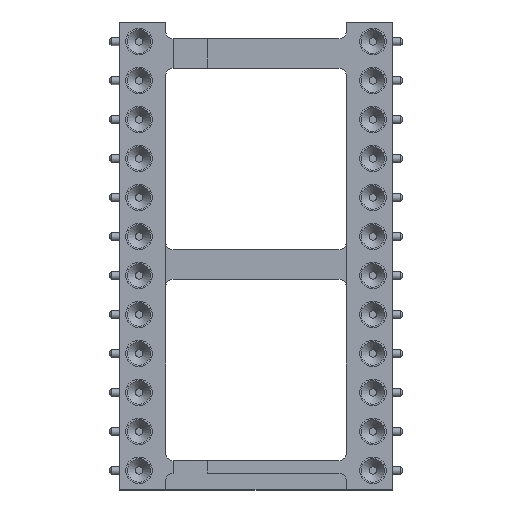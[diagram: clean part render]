
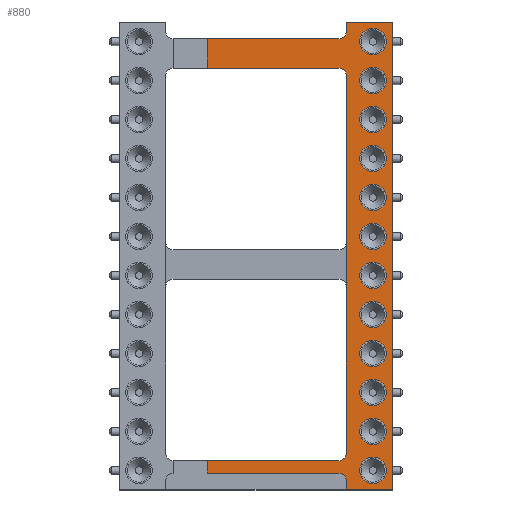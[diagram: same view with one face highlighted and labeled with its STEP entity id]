
A CAD part, top view. The second image highlights one B-rep face of the part: STEP entity #880.
In plain terms, the highlighted planar face has unit normal (0, 0, 1).
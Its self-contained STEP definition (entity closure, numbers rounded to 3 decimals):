
#126 = VERTEX_POINT('',#127);
#127 = CARTESIAN_POINT('',(5.89,-15.24,5.537));
#133 = EDGE_CURVE('',#126,#134,#136,.T.);
#134 = VERTEX_POINT('',#135);
#135 = CARTESIAN_POINT('',(8.89,-15.24,5.537));
#136 = LINE('',#137,#138);
#137 = CARTESIAN_POINT('',(-8.89,-15.24,5.537));
#138 = VECTOR('',#139,1.);
#139 = DIRECTION('',(1.,0.,0.));
#861 = EDGE_CURVE('',#134,#862,#864,.T.);
#862 = VERTEX_POINT('',#863);
#863 = CARTESIAN_POINT('',(8.89,15.24,5.537));
#864 = LINE('',#865,#866);
#865 = CARTESIAN_POINT('',(8.89,-15.24,5.537));
#866 = VECTOR('',#867,1.);
#867 = DIRECTION('',(0.,1.,0.));
#880 = ADVANCED_FACE('',(#881,#999,#1010,#1021,#1032,#1043,#1054,#1065,
#1076,#1087,#1098,#1109,#1120),#1131,.F.);
#881 = FACE_BOUND('',#882,.F.);
#882 = EDGE_LOOP('',(#883,#893,#901,#910,#918,#924,#925,#926,#934,#943,
#951,#959,#967,#976,#984,#993));
#883 = ORIENTED_EDGE('',*,*,#884,.T.);
#884 = EDGE_CURVE('',#885,#887,#889,.T.);
#885 = VERTEX_POINT('',#886);
#886 = CARTESIAN_POINT('',(-3.19,12.24,5.537));
#887 = VERTEX_POINT('',#888);
#888 = CARTESIAN_POINT('',(-3.19,14.14,5.537));
#889 = LINE('',#890,#891);
#890 = CARTESIAN_POINT('',(-3.19,-15.24,5.537));
#891 = VECTOR('',#892,1.);
#892 = DIRECTION('',(0.,1.,0.));
#893 = ORIENTED_EDGE('',*,*,#894,.T.);
#894 = EDGE_CURVE('',#887,#895,#897,.T.);
#895 = VERTEX_POINT('',#896);
#896 = CARTESIAN_POINT('',(5.39,14.14,5.537));
#897 = LINE('',#898,#899);
#898 = CARTESIAN_POINT('',(-5.39,14.14,5.537));
#899 = VECTOR('',#900,1.);
#900 = DIRECTION('',(1.,0.,0.));
#901 = ORIENTED_EDGE('',*,*,#902,.T.);
#902 = EDGE_CURVE('',#895,#903,#905,.T.);
#903 = VERTEX_POINT('',#904);
#904 = CARTESIAN_POINT('',(5.89,14.64,5.537));
#905 = CIRCLE('',#906,0.5);
#906 = AXIS2_PLACEMENT_3D('',#907,#908,#909);
#907 = CARTESIAN_POINT('',(5.39,14.64,5.537));
#908 = DIRECTION('',(0.,0.,1.));
#909 = DIRECTION('',(0.,-1.,0.));
#910 = ORIENTED_EDGE('',*,*,#911,.T.);
#911 = EDGE_CURVE('',#903,#912,#914,.T.);
#912 = VERTEX_POINT('',#913);
#913 = CARTESIAN_POINT('',(5.89,15.24,5.537));
#914 = LINE('',#915,#916);
#915 = CARTESIAN_POINT('',(5.89,14.64,5.537));
#916 = VECTOR('',#917,1.);
#917 = DIRECTION('',(0.,1.,0.));
#918 = ORIENTED_EDGE('',*,*,#919,.F.);
#919 = EDGE_CURVE('',#862,#912,#920,.T.);
#920 = LINE('',#921,#922);
#921 = CARTESIAN_POINT('',(8.89,15.24,5.537));
#922 = VECTOR('',#923,1.);
#923 = DIRECTION('',(-1.,0.,0.));
#924 = ORIENTED_EDGE('',*,*,#861,.F.);
#925 = ORIENTED_EDGE('',*,*,#133,.F.);
#926 = ORIENTED_EDGE('',*,*,#927,.F.);
#927 = EDGE_CURVE('',#928,#126,#930,.T.);
#928 = VERTEX_POINT('',#929);
#929 = CARTESIAN_POINT('',(5.89,-14.64,5.537));
#930 = LINE('',#931,#932);
#931 = CARTESIAN_POINT('',(5.89,-14.64,5.537));
#932 = VECTOR('',#933,1.);
#933 = DIRECTION('',(0.,-1.,0.));
#934 = ORIENTED_EDGE('',*,*,#935,.F.);
#935 = EDGE_CURVE('',#936,#928,#938,.T.);
#936 = VERTEX_POINT('',#937);
#937 = CARTESIAN_POINT('',(5.39,-14.14,5.537));
#938 = CIRCLE('',#939,0.5);
#939 = AXIS2_PLACEMENT_3D('',#940,#941,#942);
#940 = CARTESIAN_POINT('',(5.39,-14.64,5.537));
#941 = DIRECTION('',(0.,0.,-1.));
#942 = DIRECTION('',(0.,1.,0.));
#943 = ORIENTED_EDGE('',*,*,#944,.F.);
#944 = EDGE_CURVE('',#945,#936,#947,.T.);
#945 = VERTEX_POINT('',#946);
#946 = CARTESIAN_POINT('',(-3.19,-14.14,5.537));
#947 = LINE('',#948,#949);
#948 = CARTESIAN_POINT('',(-5.39,-14.14,5.537));
#949 = VECTOR('',#950,1.);
#950 = DIRECTION('',(1.,0.,0.));
#951 = ORIENTED_EDGE('',*,*,#952,.T.);
#952 = EDGE_CURVE('',#945,#953,#955,.T.);
#953 = VERTEX_POINT('',#954);
#954 = CARTESIAN_POINT('',(-3.19,-13.34,5.537));
#955 = LINE('',#956,#957);
#956 = CARTESIAN_POINT('',(-3.19,-15.24,5.537));
#957 = VECTOR('',#958,1.);
#958 = DIRECTION('',(0.,1.,0.));
#959 = ORIENTED_EDGE('',*,*,#960,.T.);
#960 = EDGE_CURVE('',#953,#961,#963,.T.);
#961 = VERTEX_POINT('',#962);
#962 = CARTESIAN_POINT('',(5.39,-13.34,5.537));
#963 = LINE('',#964,#965);
#964 = CARTESIAN_POINT('',(-5.39,-13.34,5.537));
#965 = VECTOR('',#966,1.);
#966 = DIRECTION('',(1.,0.,0.));
#967 = ORIENTED_EDGE('',*,*,#968,.T.);
#968 = EDGE_CURVE('',#961,#969,#971,.T.);
#969 = VERTEX_POINT('',#970);
#970 = CARTESIAN_POINT('',(5.89,-12.84,5.537));
#971 = CIRCLE('',#972,0.5);
#972 = AXIS2_PLACEMENT_3D('',#973,#974,#975);
#973 = CARTESIAN_POINT('',(5.39,-12.84,5.537));
#974 = DIRECTION('',(0.,0.,1.));
#975 = DIRECTION('',(0.,-1.,0.));
#976 = ORIENTED_EDGE('',*,*,#977,.T.);
#977 = EDGE_CURVE('',#969,#978,#980,.T.);
#978 = VERTEX_POINT('',#979);
#979 = CARTESIAN_POINT('',(5.89,11.74,5.537));
#980 = LINE('',#981,#982);
#981 = CARTESIAN_POINT('',(5.89,-12.84,5.537));
#982 = VECTOR('',#983,1.);
#983 = DIRECTION('',(0.,1.,0.));
#984 = ORIENTED_EDGE('',*,*,#985,.T.);
#985 = EDGE_CURVE('',#978,#986,#988,.T.);
#986 = VERTEX_POINT('',#987);
#987 = CARTESIAN_POINT('',(5.39,12.24,5.537));
#988 = CIRCLE('',#989,0.5);
#989 = AXIS2_PLACEMENT_3D('',#990,#991,#992);
#990 = CARTESIAN_POINT('',(5.39,11.74,5.537));
#991 = DIRECTION('',(0.,0.,1.));
#992 = DIRECTION('',(1.,0.,0.));
#993 = ORIENTED_EDGE('',*,*,#994,.T.);
#994 = EDGE_CURVE('',#986,#885,#995,.T.);
#995 = LINE('',#996,#997);
#996 = CARTESIAN_POINT('',(5.39,12.24,5.537));
#997 = VECTOR('',#998,1.);
#998 = DIRECTION('',(-1.,0.,0.));
#999 = FACE_BOUND('',#1000,.F.);
#1000 = EDGE_LOOP('',(#1001));
#1001 = ORIENTED_EDGE('',*,*,#1002,.F.);
#1002 = EDGE_CURVE('',#1003,#1003,#1005,.T.);
#1003 = VERTEX_POINT('',#1004);
#1004 = CARTESIAN_POINT('',(7.62,-4.672,5.537));
#1005 = CIRCLE('',#1006,0.862);
#1006 = AXIS2_PLACEMENT_3D('',#1007,#1008,#1009);
#1007 = CARTESIAN_POINT('',(7.62,-3.81,5.537));
#1008 = DIRECTION('',(0.,0.,-1.));
#1009 = DIRECTION('',(0.,-1.,0.));
#1010 = FACE_BOUND('',#1011,.F.);
#1011 = EDGE_LOOP('',(#1012));
#1012 = ORIENTED_EDGE('',*,*,#1013,.F.);
#1013 = EDGE_CURVE('',#1014,#1014,#1016,.T.);
#1014 = VERTEX_POINT('',#1015);
#1015 = CARTESIAN_POINT('',(7.62,-2.132,5.537));
#1016 = CIRCLE('',#1017,0.862);
#1017 = AXIS2_PLACEMENT_3D('',#1018,#1019,#1020);
#1018 = CARTESIAN_POINT('',(7.62,-1.27,5.537));
#1019 = DIRECTION('',(0.,0.,-1.));
#1020 = DIRECTION('',(0.,-1.,0.));
#1021 = FACE_BOUND('',#1022,.F.);
#1022 = EDGE_LOOP('',(#1023));
#1023 = ORIENTED_EDGE('',*,*,#1024,.F.);
#1024 = EDGE_CURVE('',#1025,#1025,#1027,.T.);
#1025 = VERTEX_POINT('',#1026);
#1026 = CARTESIAN_POINT('',(7.62,5.488,5.537));
#1027 = CIRCLE('',#1028,0.862);
#1028 = AXIS2_PLACEMENT_3D('',#1029,#1030,#1031);
#1029 = CARTESIAN_POINT('',(7.62,6.35,5.537));
#1030 = DIRECTION('',(0.,0.,-1.));
#1031 = DIRECTION('',(0.,-1.,0.));
#1032 = FACE_BOUND('',#1033,.F.);
#1033 = EDGE_LOOP('',(#1034));
#1034 = ORIENTED_EDGE('',*,*,#1035,.F.);
#1035 = EDGE_CURVE('',#1036,#1036,#1038,.T.);
#1036 = VERTEX_POINT('',#1037);
#1037 = CARTESIAN_POINT('',(7.62,2.948,5.537));
#1038 = CIRCLE('',#1039,0.862);
#1039 = AXIS2_PLACEMENT_3D('',#1040,#1041,#1042);
#1040 = CARTESIAN_POINT('',(7.62,3.81,5.537));
#1041 = DIRECTION('',(0.,0.,-1.));
#1042 = DIRECTION('',(0.,-1.,0.));
#1043 = FACE_BOUND('',#1044,.F.);
#1044 = EDGE_LOOP('',(#1045));
#1045 = ORIENTED_EDGE('',*,*,#1046,.F.);
#1046 = EDGE_CURVE('',#1047,#1047,#1049,.T.);
#1047 = VERTEX_POINT('',#1048);
#1048 = CARTESIAN_POINT('',(7.62,0.408,5.537));
#1049 = CIRCLE('',#1050,0.862);
#1050 = AXIS2_PLACEMENT_3D('',#1051,#1052,#1053);
#1051 = CARTESIAN_POINT('',(7.62,1.27,5.537));
#1052 = DIRECTION('',(0.,0.,-1.));
#1053 = DIRECTION('',(0.,-1.,0.));
#1054 = FACE_BOUND('',#1055,.F.);
#1055 = EDGE_LOOP('',(#1056));
#1056 = ORIENTED_EDGE('',*,*,#1057,.F.);
#1057 = EDGE_CURVE('',#1058,#1058,#1060,.T.);
#1058 = VERTEX_POINT('',#1059);
#1059 = CARTESIAN_POINT('',(7.62,8.028,5.537));
#1060 = CIRCLE('',#1061,0.862);
#1061 = AXIS2_PLACEMENT_3D('',#1062,#1063,#1064);
#1062 = CARTESIAN_POINT('',(7.62,8.89,5.537));
#1063 = DIRECTION('',(0.,0.,-1.));
#1064 = DIRECTION('',(0.,-1.,0.));
#1065 = FACE_BOUND('',#1066,.F.);
#1066 = EDGE_LOOP('',(#1067));
#1067 = ORIENTED_EDGE('',*,*,#1068,.F.);
#1068 = EDGE_CURVE('',#1069,#1069,#1071,.T.);
#1069 = VERTEX_POINT('',#1070);
#1070 = CARTESIAN_POINT('',(7.62,10.568,5.537));
#1071 = CIRCLE('',#1072,0.862);
#1072 = AXIS2_PLACEMENT_3D('',#1073,#1074,#1075);
#1073 = CARTESIAN_POINT('',(7.62,11.43,5.537));
#1074 = DIRECTION('',(0.,0.,-1.));
#1075 = DIRECTION('',(0.,-1.,0.));
#1076 = FACE_BOUND('',#1077,.F.);
#1077 = EDGE_LOOP('',(#1078));
#1078 = ORIENTED_EDGE('',*,*,#1079,.F.);
#1079 = EDGE_CURVE('',#1080,#1080,#1082,.T.);
#1080 = VERTEX_POINT('',#1081);
#1081 = CARTESIAN_POINT('',(7.62,13.108,5.537));
#1082 = CIRCLE('',#1083,0.862);
#1083 = AXIS2_PLACEMENT_3D('',#1084,#1085,#1086);
#1084 = CARTESIAN_POINT('',(7.62,13.97,5.537));
#1085 = DIRECTION('',(0.,0.,-1.));
#1086 = DIRECTION('',(0.,-1.,0.));
#1087 = FACE_BOUND('',#1088,.F.);
#1088 = EDGE_LOOP('',(#1089));
#1089 = ORIENTED_EDGE('',*,*,#1090,.F.);
#1090 = EDGE_CURVE('',#1091,#1091,#1093,.T.);
#1091 = VERTEX_POINT('',#1092);
#1092 = CARTESIAN_POINT('',(7.62,-9.752,5.537));
#1093 = CIRCLE('',#1094,0.862);
#1094 = AXIS2_PLACEMENT_3D('',#1095,#1096,#1097);
#1095 = CARTESIAN_POINT('',(7.62,-8.89,5.537));
#1096 = DIRECTION('',(0.,0.,-1.));
#1097 = DIRECTION('',(0.,-1.,0.));
#1098 = FACE_BOUND('',#1099,.F.);
#1099 = EDGE_LOOP('',(#1100));
#1100 = ORIENTED_EDGE('',*,*,#1101,.F.);
#1101 = EDGE_CURVE('',#1102,#1102,#1104,.T.);
#1102 = VERTEX_POINT('',#1103);
#1103 = CARTESIAN_POINT('',(7.62,-7.212,5.537));
#1104 = CIRCLE('',#1105,0.862);
#1105 = AXIS2_PLACEMENT_3D('',#1106,#1107,#1108);
#1106 = CARTESIAN_POINT('',(7.62,-6.35,5.537));
#1107 = DIRECTION('',(0.,0.,-1.));
#1108 = DIRECTION('',(0.,-1.,0.));
#1109 = FACE_BOUND('',#1110,.F.);
#1110 = EDGE_LOOP('',(#1111));
#1111 = ORIENTED_EDGE('',*,*,#1112,.F.);
#1112 = EDGE_CURVE('',#1113,#1113,#1115,.T.);
#1113 = VERTEX_POINT('',#1114);
#1114 = CARTESIAN_POINT('',(7.62,-12.292,5.537));
#1115 = CIRCLE('',#1116,0.862);
#1116 = AXIS2_PLACEMENT_3D('',#1117,#1118,#1119);
#1117 = CARTESIAN_POINT('',(7.62,-11.43,5.537));
#1118 = DIRECTION('',(0.,0.,-1.));
#1119 = DIRECTION('',(0.,-1.,0.));
#1120 = FACE_BOUND('',#1121,.F.);
#1121 = EDGE_LOOP('',(#1122));
#1122 = ORIENTED_EDGE('',*,*,#1123,.F.);
#1123 = EDGE_CURVE('',#1124,#1124,#1126,.T.);
#1124 = VERTEX_POINT('',#1125);
#1125 = CARTESIAN_POINT('',(7.62,-14.832,5.537));
#1126 = CIRCLE('',#1127,0.862);
#1127 = AXIS2_PLACEMENT_3D('',#1128,#1129,#1130);
#1128 = CARTESIAN_POINT('',(7.62,-13.97,5.537));
#1129 = DIRECTION('',(0.,0.,-1.));
#1130 = DIRECTION('',(0.,-1.,0.));
#1131 = PLANE('',#1132);
#1132 = AXIS2_PLACEMENT_3D('',#1133,#1134,#1135);
#1133 = CARTESIAN_POINT('',(-8.89,15.24,5.537));
#1134 = DIRECTION('',(0.,0.,-1.));
#1135 = DIRECTION('',(0.,1.,0.));
